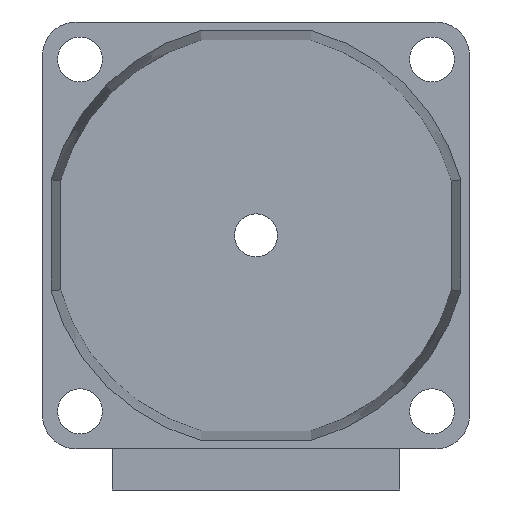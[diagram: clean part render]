
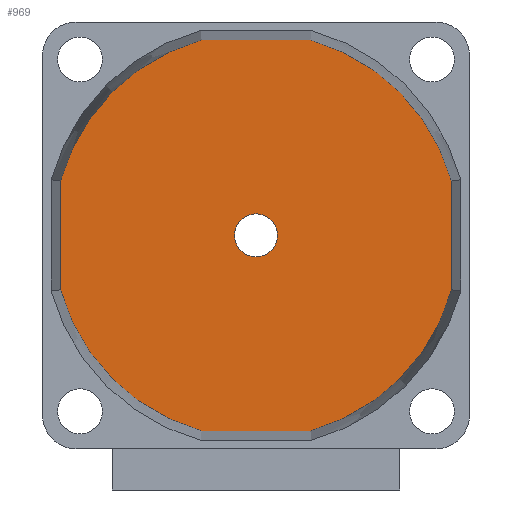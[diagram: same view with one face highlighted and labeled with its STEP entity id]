
A CAD part, left-side view. The second image highlights one B-rep face of the part: STEP entity #969.
In plain terms, the highlighted planar face has unit normal (-1, 0, 0).
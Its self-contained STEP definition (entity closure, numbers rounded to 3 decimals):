
#283=CARTESIAN_POINT('POINT25',(55.,0.,-4.5
   ));
#284=VERTEX_POINT('VERTEX25',#283);
#300=CARTESIAN_POINT('POINT27',(55.,0.,4.5)
   );
#301=VERTEX_POINT('VERTEX27',#300);
#308=CARTESIAN_POINT('POS39',(55.,0.,0.));
#309=DIRECTION('DIR49',(1.,0.,0.));
#310=DIRECTION('DIR50',(0.,0.,-1.));
#311=AXIS2_PLACEMENT_3D('AXIS11',#308,#309,#310);
#312=CIRCLE('ELLIPSE4',#311,4.5);
#313=EDGE_CURVE('EDGE32',#284,#301,#312,.T.);
#324=EDGE_CURVE('EDGE33',#301,#284,#312,.T.);
#890=ORIENTED_EDGE('COEDGE135',*,*,#324,.T.);
#891=ORIENTED_EDGE('COEDGE136',*,*,#313,.T.);
#892=EDGE_LOOP('NONE',(#890,#891));
#893=FACE_BOUND('LOOP1',#892,.T.);
#894=CARTESIAN_POINT('POINT63',(55.,11.36,
   -40.879));
#895=VERTEX_POINT('VERTEX63',#894);
#896=CARTESIAN_POINT('POINT64',(55.,-11.36,
   -40.879));
#897=VERTEX_POINT('VERTEX64',#896);
#898=CARTESIAN_POINT('POS107',(55.,-11.618,
   -40.879));
#899=DIRECTION('DIR143',(0.,-1.,0.));
#900=VECTOR('VEC71',#899,1.);
#901=LINE('STRAIGHT71',#898,#900);
#902=EDGE_CURVE('EDGE87',#895,#897,#901,.T.);
#903=ORIENTED_EDGE('COEDGE137',*,*,#902,.T.);
#904=CARTESIAN_POINT('POINT65',(55.,-40.879,
   -11.36));
#905=VERTEX_POINT('VERTEX65',#904);
#906=CARTESIAN_POINT('POS108',(55.,0.,0.)
   );
#907=DIRECTION('DIR144',(-1.,0.,
   0.));
#908=DIRECTION('DIR145',(0.,-0.965,
   -0.262));
#909=AXIS2_PLACEMENT_3D('AXIS37',#906,#907,#908);
#910=CIRCLE('ELLIPSE11',#909,42.428);
#911=EDGE_CURVE('EDGE88',#897,#905,#910,.T.);
#912=ORIENTED_EDGE('COEDGE138',*,*,#911,.T.);
#913=CARTESIAN_POINT('POINT66',(55.,-40.879,
   11.36));
#914=VERTEX_POINT('VERTEX66',#913);
#915=CARTESIAN_POINT('POS109',(55.,-40.879,
   11.618));
#916=DIRECTION('DIR146',(0.,0.,1.));
#917=VECTOR('VEC72',#916,1.);
#918=LINE('STRAIGHT72',#915,#917);
#919=EDGE_CURVE('EDGE89',#905,#914,#918,.T.);
#920=ORIENTED_EDGE('COEDGE139',*,*,#919,.T.);
#921=CARTESIAN_POINT('POINT67',(55.,-11.36,
   40.879));
#922=VERTEX_POINT('VERTEX67',#921);
#923=CARTESIAN_POINT('POS110',(55.,0.,
   0.));
#924=DIRECTION('DIR147',(-1.,0.,
   0.));
#925=DIRECTION('DIR148',(0.,-0.262,
   0.965));
#926=AXIS2_PLACEMENT_3D('AXIS38',#923,#924,#925);
#927=CIRCLE('ELLIPSE12',#926,42.428);
#928=EDGE_CURVE('EDGE90',#914,#922,#927,.T.);
#929=ORIENTED_EDGE('COEDGE140',*,*,#928,.T.);
#930=CARTESIAN_POINT('POINT68',(55.,11.36,
   40.879));
#931=VERTEX_POINT('VERTEX68',#930);
#932=CARTESIAN_POINT('POS111',(55.,11.618,
   40.879));
#933=DIRECTION('DIR149',(0.,1.,
   0.));
#934=VECTOR('VEC73',#933,1.);
#935=LINE('STRAIGHT73',#932,#934);
#936=EDGE_CURVE('EDGE91',#922,#931,#935,.T.);
#937=ORIENTED_EDGE('COEDGE141',*,*,#936,.T.);
#938=CARTESIAN_POINT('POINT69',(55.,40.879,
   11.36));
#939=VERTEX_POINT('VERTEX69',#938);
#940=CARTESIAN_POINT('POS112',(55.,0.,
   0.));
#941=DIRECTION('DIR150',(-1.,0.,0.));
#942=DIRECTION('DIR151',(0.,0.965,
   0.262));
#943=AXIS2_PLACEMENT_3D('AXIS39',#940,#941,#942);
#944=CIRCLE('ELLIPSE13',#943,42.428);
#945=EDGE_CURVE('EDGE92',#931,#939,#944,.T.);
#946=ORIENTED_EDGE('COEDGE142',*,*,#945,.T.);
#947=CARTESIAN_POINT('POINT70',(55.,40.879,
   -11.36));
#948=VERTEX_POINT('VERTEX70',#947);
#949=CARTESIAN_POINT('POS113',(55.,40.879,
   -11.618));
#950=DIRECTION('DIR152',(0.,0.,-1.));
#951=VECTOR('VEC74',#950,1.);
#952=LINE('STRAIGHT74',#949,#951);
#953=EDGE_CURVE('EDGE93',#939,#948,#952,.T.);
#954=ORIENTED_EDGE('COEDGE143',*,*,#953,.T.);
#955=CARTESIAN_POINT('POS114',(55.,0.,
   0.));
#956=DIRECTION('DIR153',(-1.,0.,
   0.));
#957=DIRECTION('DIR154',(0.,0.262,
   -0.965));
#958=AXIS2_PLACEMENT_3D('AXIS40',#955,#956,#957);
#959=CIRCLE('ELLIPSE14',#958,42.428);
#960=EDGE_CURVE('EDGE94',#948,#895,#959,.T.);
#961=ORIENTED_EDGE('COEDGE144',*,*,#960,.T.);
#962=EDGE_LOOP('NONE',(#903,#912,#920,#929,#937,#946,#954,#961));
#963=FACE_BOUND('LOOP1',#962,.T.);
#964=CARTESIAN_POINT('POS115',(55.,0.,
   0.));
#965=DIRECTION('DIR155',(1.,0.,0.));
#966=DIRECTION('DIR156',(0.,1.,0.));
#967=AXIS2_PLACEMENT_3D('AXIS41',#964,#965,#966);
#968=PLANE('PLANE23',#967);
#969=ADVANCED_FACE('FACE28',(#893,#963),#968,.F.);
